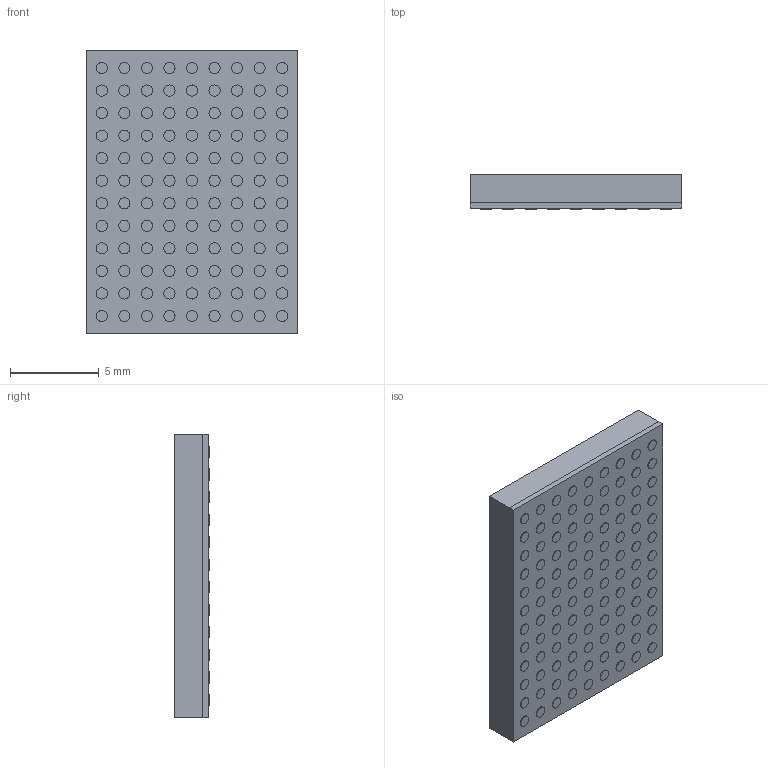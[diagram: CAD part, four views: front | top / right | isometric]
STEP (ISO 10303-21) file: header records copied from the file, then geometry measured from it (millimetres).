
FILE_DESCRIPTION (( 'STEP AP214' ), '1' );
FILE_NAME ('LGA108C127P12X9.STEP', '2018-10-21T18:03:38', ( '' ), ( '' ), 'SwSTEP 2.0', 'SolidWorks 2017', '' );
FILE_SCHEMA (( 'AUTOMOTIVE_DESIGN' ));
Length unit declared in the file: millimetre
Products named in the file (1): LGA108C127P12X9
Bounding box: 11.9 x 1.97 x 16 mm (x, y, z)
Volume: 367.3 mm3; surface area: 946.8 mm2
Topology: 110 solids, 110 shells, 460 faces, 768 edges, 541 vertices
Faces by surface type: plane 244, cylinder 216
Entity records: 17643 total; most frequent: CARTESIAN_POINT 2546, DIRECTION 2065, ORIENTED_EDGE 1536, AXIS2_PLACEMENT_3D 895, EDGE_CURVE 768, UNCERTAINTY_MEASURE_WITH_UNIT 560, FILL_AREA_STYLE 559, MECHANICAL_DESIGN_GEOMETRIC_PRESENTATION_REPRESENTATION 559
